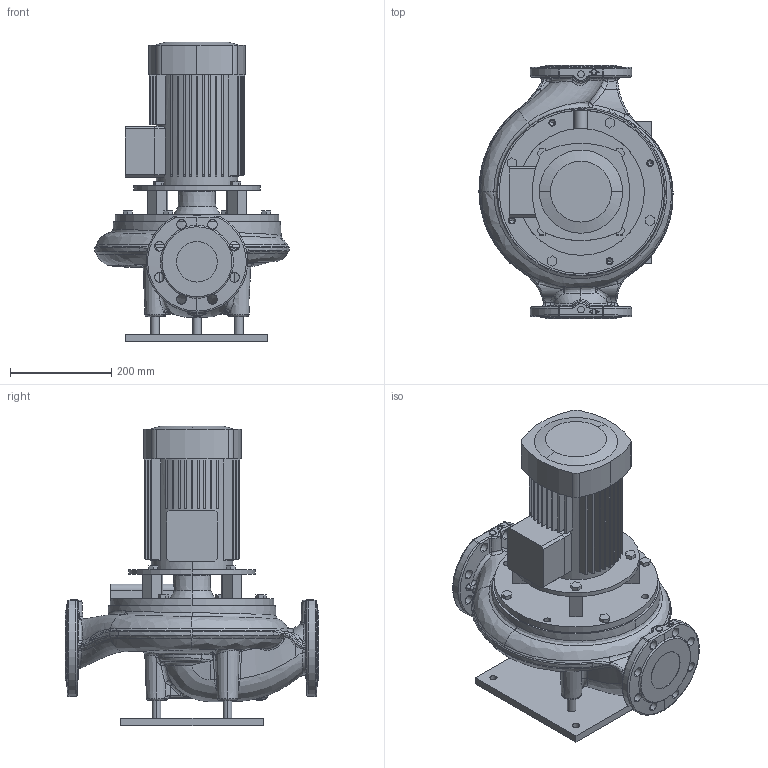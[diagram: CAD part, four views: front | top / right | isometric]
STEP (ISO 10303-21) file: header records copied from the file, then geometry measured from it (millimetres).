
FILE_DESCRIPTION (( 'STEP AP203' ), '1' );
FILE_NAME ('VariA 80-13.STEP', '2014-07-09T06:27:14', ( '' ), ( '' ), 'SwSTEP 2.0', 'SolidWorks 2011', '' );
FILE_SCHEMA (( 'CONFIG_CONTROL_DESIGN' ));
Length unit declared in the file: millimetre
Products named in the file (1): VariA 80-13
Bounding box: 382.53 x 500 x 591 mm (x, y, z)
Volume: 24234162.5 mm3; surface area: 1460594 mm2
Topology: 5 solids, 5 shells, 942 faces, 2393 edges, 1454 vertices
Faces by surface type: bspline 298, cylinder 250, plane 242, cone 79, torus 40, sphere 33
Entity records: 87380 total; most frequent: CARTESIAN_POINT 66984, ORIENTED_EDGE 4710, DIRECTION 3614, EDGE_CURVE 2355, VERTEX_POINT 1454, AXIS2_PLACEMENT_3D 1416, EDGE_LOOP 1021, FACE_OUTER_BOUND 942
